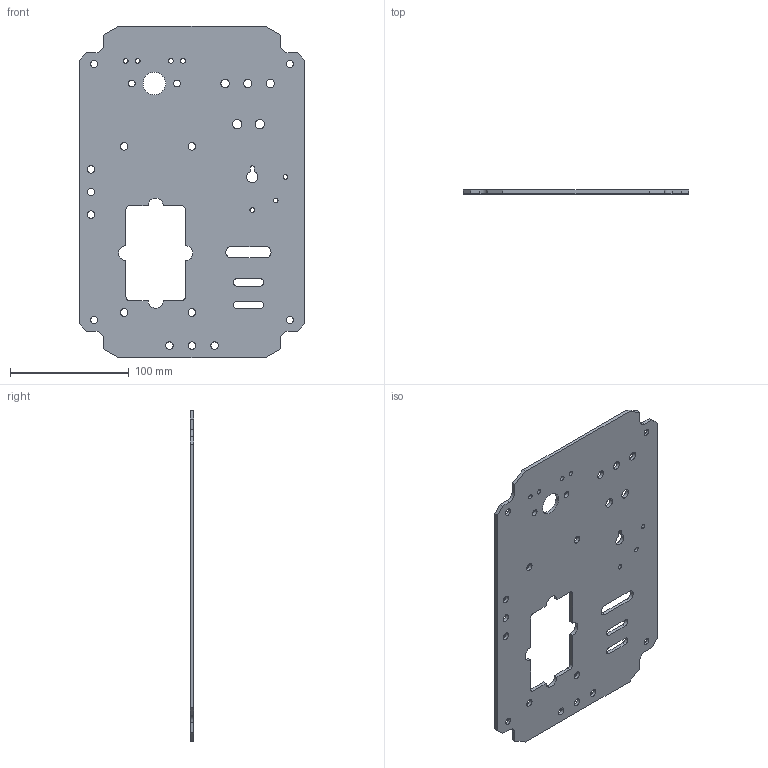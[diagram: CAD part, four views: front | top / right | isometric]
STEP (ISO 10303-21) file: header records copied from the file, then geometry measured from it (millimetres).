
FILE_DESCRIPTION(('FTC-09 geometry only from the NIST MBE PMI Validation and Conformance Testing Project - go.usa.gov/mGVm'),'2;1');
FILE_NAME('nist_ftc_09_asme1.stp','2015-05-27T17:43:46',(''),(''),'','','');
FILE_SCHEMA(('AP203_CONFIGURATION_CONTROLLED_3D_DESIGN_OF_MECHANICAL_PARTS_AND_ASSEMBLIES_MIM_LF { 1 0 10303 403 2 1 2 }'));
Length unit declared in the file: inch
Products named in the file (1): NIST_FTC_09_ASME1_RD
Bounding box: 190.5 x 3.04 x 279.4 mm (x, y, z)
Volume: 136445.1 mm3; surface area: 96614.2 mm2
Topology: 1 solids, 1 shells, 158 faces, 495 edges, 342 vertices
Faces by surface type: cylinder 88, plane 62, cone 8
Entity records: 5834 total; most frequent: CARTESIAN_POINT 1026, DIRECTION 977, ORIENTED_EDGE 908, EDGE_CURVE 454, AXIS2_PLACEMENT_3D 345, VERTEX_POINT 300, VECTOR 287, LINE 287
